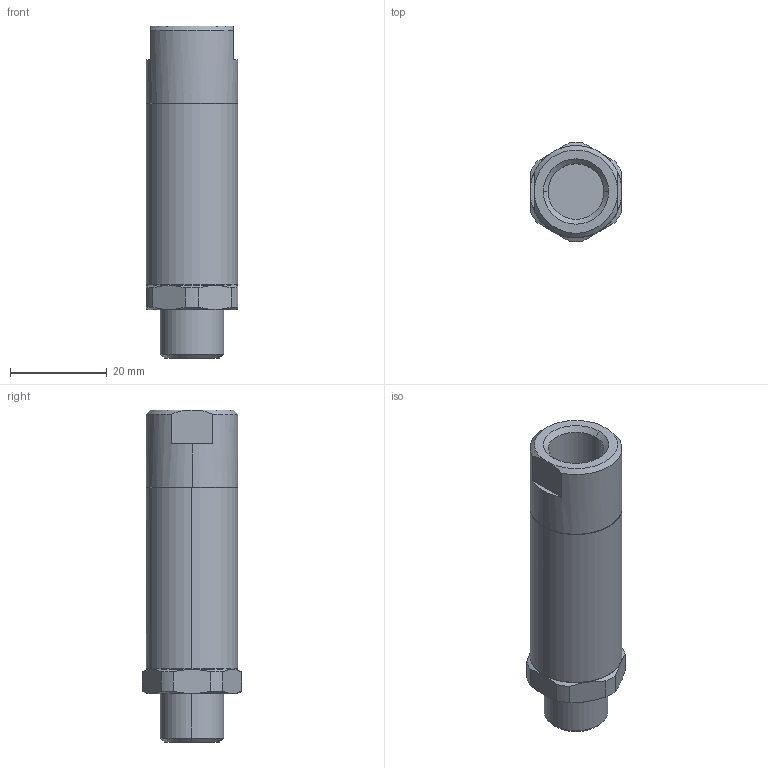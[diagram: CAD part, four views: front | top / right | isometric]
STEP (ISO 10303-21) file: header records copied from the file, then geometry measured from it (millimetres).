
FILE_DESCRIPTION (( 'STEP AP214' ), '1' );
FILE_NAME ('1711079 Toolreg 1-4 2bar ig-ag.STEP', '2021-10-22T06:33:35', ( '' ), ( '' ), 'SwSTEP 2.0', 'SolidWorks 2021', '' );
FILE_SCHEMA (( 'AUTOMOTIVE_DESIGN' ));
Length unit declared in the file: millimetre
Products named in the file (1): 1711079 Toolreg 1-4 2bar ig-ag
Bounding box: 19 x 20.48 x 68.6 mm (x, y, z)
Volume: 15973.9 mm3; surface area: 5304.7 mm2
Topology: 1 solids, 1 shells, 52 faces, 122 edges, 78 vertices
Faces by surface type: cylinder 19, plane 17, cone 16
Entity records: 2206 total; most frequent: CARTESIAN_POINT 425, DIRECTION 256, ORIENTED_EDGE 244, EDGE_CURVE 122, AXIS2_PLACEMENT_3D 105, VERTEX_POINT 78, EDGE_LOOP 58, UNCERTAINTY_MEASURE_WITH_UNIT 53
